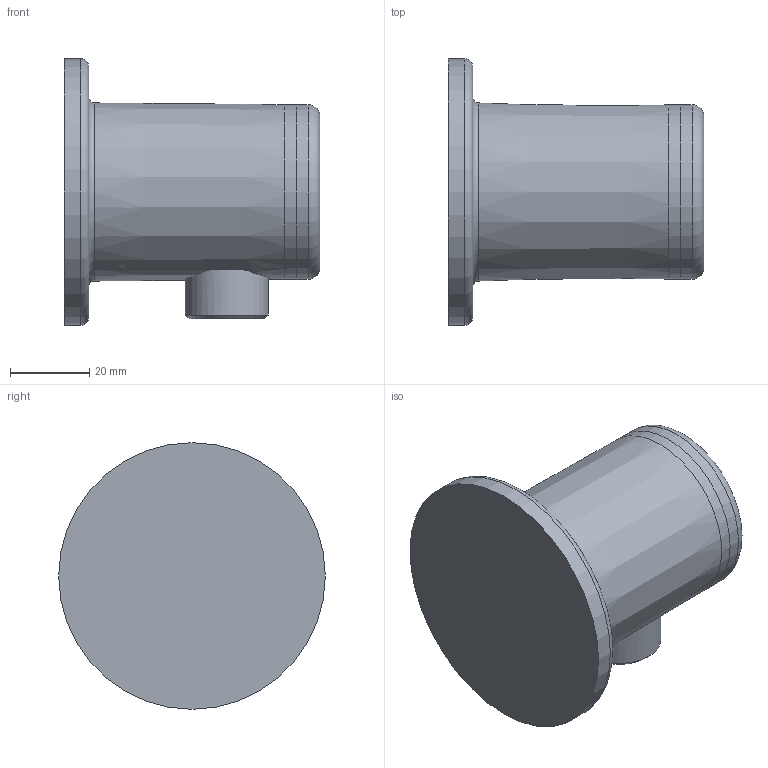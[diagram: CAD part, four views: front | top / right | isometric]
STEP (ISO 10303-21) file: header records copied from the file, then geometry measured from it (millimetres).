
FILE_DESCRIPTION(/* description */ ('Unknown'),/* implementation_level */ '2;1');
FILE_NAME(/* name */ '28626000',/* time_stamp */ '2022-09-08T18:12:49+02:00',/* author */ ('Unknown'),/* organization */ ('GROHE AG'),/* preprocessor_version */ 'ST-DEVELOPER v16.7',/* originating_system */ 'DEX',/* authorisation */ $);
FILE_SCHEMA (('AUTOMOTIVE_DESIGN {1 0 10303 214 3 1 1}'));
Length unit declared in the file: millimetre
Products named in the file (4): 28626000; 28626000_0; id78
Assembly tree (3 placements, depth 2):
  28626000
    28626000
    28626000_0
    id78
Bounding box: 64.5 x 67.2 x 67.2 mm (x, y, z)
Volume: 85813 mm3; surface area: 40580.3 mm2
Topology: 2 solids, 5 shells, 55 faces, 885 edges, 827 vertices
Faces by surface type: plane 16, cylinder 13, bspline 12, torus 10, cone 4
Full cylindrical faces by diameter (mm): 20.96 x2, 44 x2, 67.2 x1
Entity records: 8468 total; most frequent: CARTESIAN_POINT 2541, DIRECTION 1050, ORIENTED_EDGE 954, EDGE_CURVE 865, VERTEX_POINT 822, LINE 634, VECTOR 634, AXIS2_PLACEMENT_3D 208
